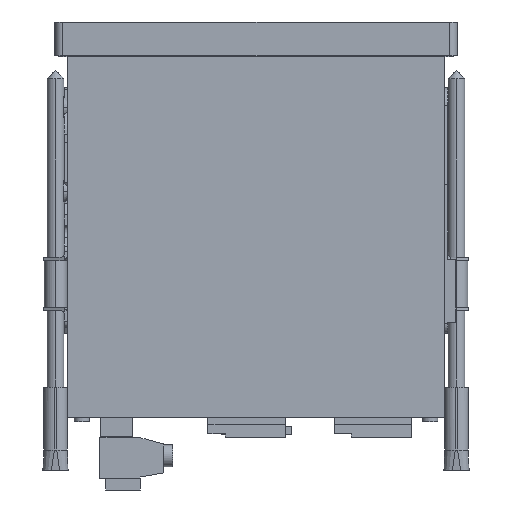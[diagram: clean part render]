
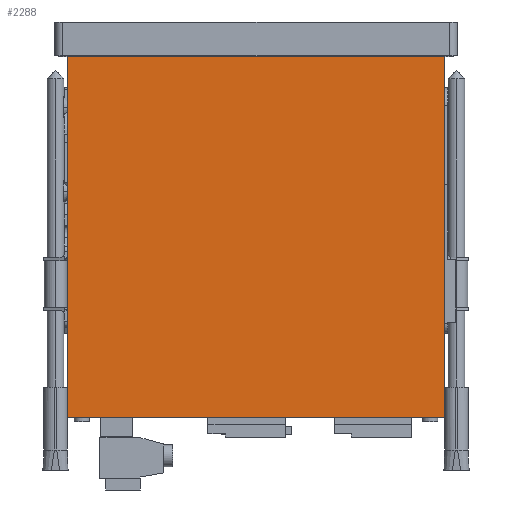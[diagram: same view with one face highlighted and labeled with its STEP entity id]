
A CAD part, front view. The second image highlights one B-rep face of the part: STEP entity #2288.
In plain terms, the highlighted planar face has unit normal (0, -1, 0).
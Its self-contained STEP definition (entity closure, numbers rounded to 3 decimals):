
#2288=ADVANCED_FACE('',(#6617),#6618,.T.);
#6617=FACE_OUTER_BOUND('',#13139,.T.);
#6618=PLANE('',#13140);
#13139=EDGE_LOOP('',(#20502,#20503,#20504,#20505));
#13140=AXIS2_PLACEMENT_3D('',#20506,#20507,#20508);
#20502=ORIENTED_EDGE('',*,*,#40125,.T.);
#20503=ORIENTED_EDGE('',*,*,#40056,.T.);
#20504=ORIENTED_EDGE('',*,*,#40095,.F.);
#20505=ORIENTED_EDGE('',*,*,#39971,.F.);
#20506=CARTESIAN_POINT('',(95.629,3.15,109.512));
#20507=DIRECTION('',(0.0,-1.0,0.0));
#20508=DIRECTION('',(0.0,0.0,1.0));
#39971=EDGE_CURVE('',#47970,#47972,#47973,.T.);
#40056=EDGE_CURVE('',#48126,#48128,#48130,.T.);
#40095=EDGE_CURVE('',#47972,#48128,#48198,.T.);
#40125=EDGE_CURVE('',#47970,#48126,#48240,.T.);
#47970=VERTEX_POINT('',#59729);
#47972=VERTEX_POINT('',#59732);
#47973=LINE('',#59733,#59734);
#48126=VERTEX_POINT('',#59945);
#48128=VERTEX_POINT('',#59948);
#48130=LINE('',#59951,#59952);
#48198=LINE('',#60043,#60044);
#48240=LINE('',#60118,#60119);
#59729=CARTESIAN_POINT('',(95.629,3.15,17.312));
#59732=CARTESIAN_POINT('',(5.929,3.15,17.312));
#59733=CARTESIAN_POINT('',(94.629,3.15,17.312));
#59734=VECTOR('',#77169,1.0);
#59945=CARTESIAN_POINT('',(95.629,3.15,103.212));
#59948=CARTESIAN_POINT('',(5.929,3.15,103.212));
#59951=CARTESIAN_POINT('',(77.779,3.15,103.212));
#59952=VECTOR('',#77278,1.0);
#60043=CARTESIAN_POINT('',(5.929,3.15,109.512));
#60044=VECTOR('',#77344,1.0);
#60118=CARTESIAN_POINT('',(95.629,3.15,109.512));
#60119=VECTOR('',#77380,1.0);
#77169=DIRECTION('',(-1.0,0.0,0.0));
#77278=DIRECTION('',(-1.0,0.0,0.0));
#77344=DIRECTION('',(0.0,0.0,1.0));
#77380=DIRECTION('',(0.0,0.0,1.0));
